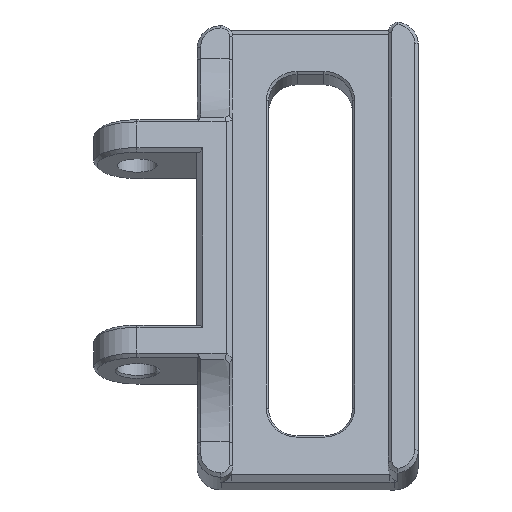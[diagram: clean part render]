
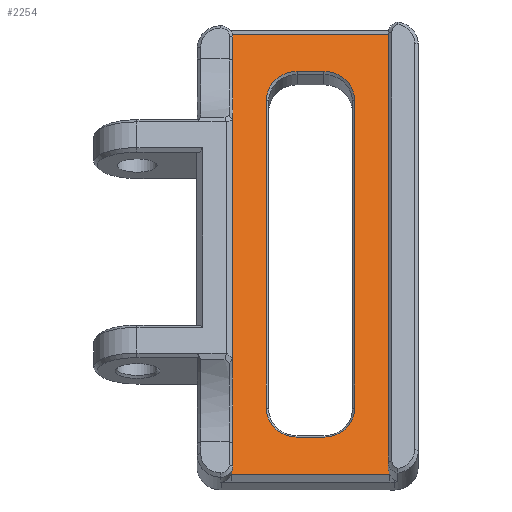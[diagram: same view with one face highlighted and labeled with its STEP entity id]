
A CAD part, front view. The second image highlights one B-rep face of the part: STEP entity #2254.
In plain terms, the highlighted planar face has unit normal (0, -0.943, 0.332).
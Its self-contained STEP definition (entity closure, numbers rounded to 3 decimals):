
#28=FACE_BOUND('',#442,.T.);
#66=CIRCLE('',#2340,1.);
#109=CIRCLE('',#2446,2.58);
#111=CIRCLE('',#2450,2.58);
#112=CIRCLE('',#2453,2.58);
#113=CIRCLE('',#2456,2.58);
#114=CIRCLE('',#2461,1.);
#115=CIRCLE('',#2462,1.);
#116=CIRCLE('',#2463,1.);
#306=FACE_OUTER_BOUND('',#441,.T.);
#441=EDGE_LOOP('',(#1983,#1984,#1985,#1986,#1987,#1988,#1989,#1990));
#442=EDGE_LOOP('',(#1991,#1992,#1993,#1994,#1995,#1996,#1997,#1998));
#524=LINE('',#3373,#745);
#534=LINE('',#3473,#755);
#652=LINE('',#3902,#873);
#656=LINE('',#3914,#877);
#660=LINE('',#3925,#881);
#664=LINE('',#3934,#885);
#668=LINE('',#3945,#889);
#669=LINE('',#3950,#890);
#745=VECTOR('',#2610,10.);
#755=VECTOR('',#2634,10.);
#873=VECTOR('',#3004,10.);
#877=VECTOR('',#3016,10.);
#881=VECTOR('',#3028,10.);
#885=VECTOR('',#3038,10.);
#889=VECTOR('',#3054,10.);
#890=VECTOR('',#3059,10.);
#961=VERTEX_POINT('',#3366);
#964=VERTEX_POINT('',#3371);
#974=VERTEX_POINT('',#3466);
#977=VERTEX_POINT('',#3471);
#999=VERTEX_POINT('',#3608);
#1078=VERTEX_POINT('',#3899);
#1079=VERTEX_POINT('',#3901);
#1081=VERTEX_POINT('',#3907);
#1083=VERTEX_POINT('',#3912);
#1085=VERTEX_POINT('',#3919);
#1086=VERTEX_POINT('',#3923);
#1087=VERTEX_POINT('',#3928);
#1088=VERTEX_POINT('',#3932);
#1089=VERTEX_POINT('',#3944);
#1090=VERTEX_POINT('',#3947);
#1091=VERTEX_POINT('',#3949);
#1184=EDGE_CURVE('',#964,#961,#524,.T.);
#1202=EDGE_CURVE('',#977,#974,#534,.T.);
#1238=EDGE_CURVE('',#999,#964,#66,.F.);
#1382=EDGE_CURVE('',#1078,#1079,#652,.T.);
#1386=EDGE_CURVE('',#1081,#1078,#109,.T.);
#1388=EDGE_CURVE('',#1083,#1081,#656,.T.);
#1392=EDGE_CURVE('',#1085,#1083,#111,.T.);
#1394=EDGE_CURVE('',#1086,#1085,#660,.T.);
#1397=EDGE_CURVE('',#1087,#1086,#112,.T.);
#1399=EDGE_CURVE('',#1088,#1087,#664,.T.);
#1400=EDGE_CURVE('',#1079,#1088,#113,.T.);
#1404=EDGE_CURVE('',#999,#1089,#668,.T.);
#1405=EDGE_CURVE('',#974,#1089,#114,.F.);
#1406=EDGE_CURVE('',#1090,#977,#115,.F.);
#1407=EDGE_CURVE('',#1091,#1090,#669,.T.);
#1408=EDGE_CURVE('',#961,#1091,#116,.F.);
#1983=ORIENTED_EDGE('',*,*,#1184,.F.);
#1984=ORIENTED_EDGE('',*,*,#1238,.F.);
#1985=ORIENTED_EDGE('',*,*,#1404,.T.);
#1986=ORIENTED_EDGE('',*,*,#1405,.F.);
#1987=ORIENTED_EDGE('',*,*,#1202,.F.);
#1988=ORIENTED_EDGE('',*,*,#1406,.F.);
#1989=ORIENTED_EDGE('',*,*,#1407,.F.);
#1990=ORIENTED_EDGE('',*,*,#1408,.F.);
#1991=ORIENTED_EDGE('',*,*,#1382,.F.);
#1992=ORIENTED_EDGE('',*,*,#1386,.F.);
#1993=ORIENTED_EDGE('',*,*,#1388,.F.);
#1994=ORIENTED_EDGE('',*,*,#1392,.F.);
#1995=ORIENTED_EDGE('',*,*,#1394,.F.);
#1996=ORIENTED_EDGE('',*,*,#1397,.F.);
#1997=ORIENTED_EDGE('',*,*,#1399,.F.);
#1998=ORIENTED_EDGE('',*,*,#1400,.F.);
#2129=PLANE('',#2460);
#2254=ADVANCED_FACE('',(#306,#28),#2129,.T.);
#2340=AXIS2_PLACEMENT_3D('',#3610,#2696,#2697);
#2446=AXIS2_PLACEMENT_3D('',#3909,#3011,#3012);
#2450=AXIS2_PLACEMENT_3D('',#3921,#3023,#3024);
#2453=AXIS2_PLACEMENT_3D('',#3930,#3033,#3034);
#2456=AXIS2_PLACEMENT_3D('',#3936,#3041,#3042);
#2460=AXIS2_PLACEMENT_3D('',#3943,#3052,#3053);
#2461=AXIS2_PLACEMENT_3D('',#3946,#3055,#3056);
#2462=AXIS2_PLACEMENT_3D('',#3948,#3057,#3058);
#2463=AXIS2_PLACEMENT_3D('',#3951,#3060,#3061);
#2610=DIRECTION('',(-1.,0.,0.));
#2634=DIRECTION('',(1.,0.,0.));
#2696=DIRECTION('center_axis',(0.,0.943,-0.332));
#2697=DIRECTION('ref_axis',(-0.707,-0.235,-0.667));
#3004=DIRECTION('',(0.,-0.332,-0.943));
#3011=DIRECTION('center_axis',(0.,-0.943,0.332));
#3012=DIRECTION('ref_axis',(-0.707,0.235,0.667));
#3016=DIRECTION('',(-1.,0.,0.));
#3023=DIRECTION('center_axis',(0.,-0.943,0.332));
#3024=DIRECTION('ref_axis',(0.707,0.235,0.667));
#3028=DIRECTION('',(0.,0.332,0.943));
#3033=DIRECTION('center_axis',(0.,-0.943,0.332));
#3034=DIRECTION('ref_axis',(0.707,-0.235,-0.667));
#3038=DIRECTION('',(1.,0.,0.));
#3041=DIRECTION('center_axis',(0.,-0.943,0.332));
#3042=DIRECTION('ref_axis',(-0.707,-0.235,-0.667));
#3052=DIRECTION('center_axis',(0.,-0.943,0.332));
#3053=DIRECTION('ref_axis',(0.,-0.332,-0.943));
#3054=DIRECTION('',(0.,0.332,0.943));
#3055=DIRECTION('center_axis',(0.,0.943,-0.332));
#3056=DIRECTION('ref_axis',(-0.707,0.235,0.667));
#3057=DIRECTION('center_axis',(0.,0.943,-0.332));
#3058=DIRECTION('ref_axis',(0.707,0.235,0.667));
#3059=DIRECTION('',(0.,0.332,0.943));
#3060=DIRECTION('center_axis',(0.,0.943,-0.332));
#3061=DIRECTION('ref_axis',(0.707,-0.235,-0.667));
#3366=CARTESIAN_POINT('',(26.761,-18.862,27.13));
#3371=CARTESIAN_POINT('',(40.029,-18.862,27.13));
#3373=CARTESIAN_POINT('',(27.914,-18.862,27.13));
#3466=CARTESIAN_POINT('',(40.029,-5.906,63.915));
#3471=CARTESIAN_POINT('',(26.761,-5.906,63.915));
#3473=CARTESIAN_POINT('',(35.901,-5.906,63.915));
#3608=CARTESIAN_POINT('',(39.895,-18.696,27.602));
#3610=CARTESIAN_POINT('Origin',(40.895,-18.696,27.602));
#3899=CARTESIAN_POINT('',(29.695,-7.859,58.369));
#3901=CARTESIAN_POINT('',(29.695,-16.909,32.676));
#3902=CARTESIAN_POINT('',(29.695,-15.042,37.977));
#3907=CARTESIAN_POINT('',(32.275,-7.002,60.803));
#3909=CARTESIAN_POINT('Origin',(32.275,-7.859,58.369));
#3912=CARTESIAN_POINT('',(34.515,-7.002,60.803));
#3914=CARTESIAN_POINT('',(30.901,-7.002,60.803));
#3919=CARTESIAN_POINT('',(37.095,-7.859,58.369));
#3921=CARTESIAN_POINT('Origin',(34.515,-7.859,58.369));
#3923=CARTESIAN_POINT('',(37.095,-16.909,32.676));
#3925=CARTESIAN_POINT('',(37.095,-9.726,53.068));
#3928=CARTESIAN_POINT('',(34.515,-17.766,30.243));
#3930=CARTESIAN_POINT('Origin',(34.515,-16.909,32.676));
#3932=CARTESIAN_POINT('',(32.275,-17.766,30.243));
#3934=CARTESIAN_POINT('',(34.401,-17.766,30.243));
#3936=CARTESIAN_POINT('Origin',(32.275,-16.909,32.676));
#3943=CARTESIAN_POINT('Origin',(31.908,-12.384,45.523));
#3944=CARTESIAN_POINT('',(39.895,-6.072,63.444));
#3945=CARTESIAN_POINT('',(39.895,-19.028,26.659));
#3946=CARTESIAN_POINT('Origin',(40.895,-6.072,63.444));
#3947=CARTESIAN_POINT('',(26.895,-6.072,63.444));
#3948=CARTESIAN_POINT('Origin',(25.895,-6.072,63.444));
#3949=CARTESIAN_POINT('',(26.895,-18.696,27.602));
#3950=CARTESIAN_POINT('',(26.895,-13.637,41.967));
#3951=CARTESIAN_POINT('Origin',(25.895,-18.696,27.602));
